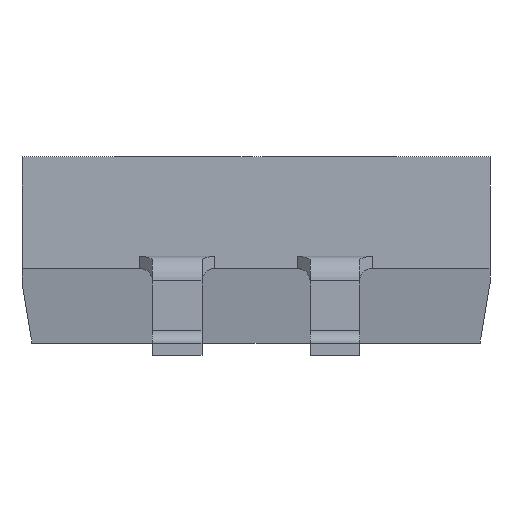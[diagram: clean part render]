
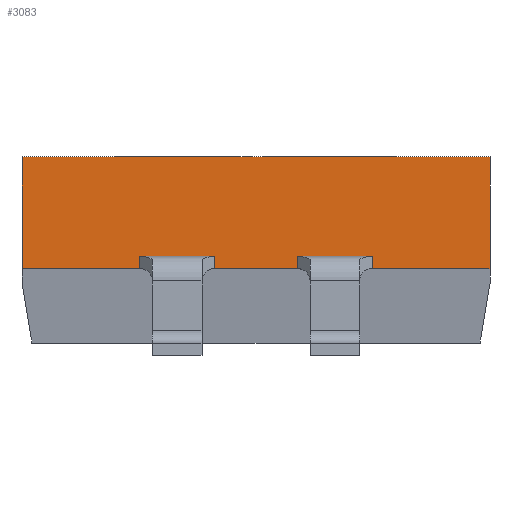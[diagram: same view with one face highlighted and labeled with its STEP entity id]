
A CAD part, front view. The second image highlights one B-rep face of the part: STEP entity #3083.
In plain terms, the highlighted planar face has unit normal (0, -1, 0).
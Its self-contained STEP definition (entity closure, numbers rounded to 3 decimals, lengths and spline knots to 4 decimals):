
#411=FACE_OUTER_BOUND('',#583,.T.);
#583=EDGE_LOOP('',(#2773,#2774,#2775,#2776,#2777,#2778,#2779,#2780,#2781,
#2782,#2783,#2784));
#605=LINE('',#4066,#933);
#607=LINE('',#4070,#935);
#609=LINE('',#4074,#937);
#654=LINE('',#4211,#982);
#658=LINE('',#4218,#986);
#664=LINE('',#4230,#992);
#712=LINE('',#4369,#1040);
#724=LINE('',#4391,#1052);
#729=LINE('',#4401,#1057);
#844=LINE('',#5085,#1172);
#913=LINE('',#5227,#1241);
#914=LINE('',#5228,#1242);
#933=VECTOR('',#3353,10.);
#935=VECTOR('',#3355,10.);
#937=VECTOR('',#3357,10.);
#982=VECTOR('',#3486,10.);
#986=VECTOR('',#3494,10.);
#992=VECTOR('',#3512,10.);
#1040=VECTOR('',#3642,10.);
#1052=VECTOR('',#3672,10.);
#1057=VECTOR('',#3687,10.);
#1172=VECTOR('',#3888,10.);
#1241=VECTOR('',#4015,10.);
#1242=VECTOR('',#4016,10.);
#1257=VERTEX_POINT('',#4063);
#1258=VERTEX_POINT('',#4065);
#1259=VERTEX_POINT('',#4067);
#1260=VERTEX_POINT('',#4069);
#1261=VERTEX_POINT('',#4071);
#1262=VERTEX_POINT('',#4073);
#1312=VERTEX_POINT('',#4210);
#1313=VERTEX_POINT('',#4216);
#1363=VERTEX_POINT('',#4368);
#1364=VERTEX_POINT('',#4389);
#1473=VERTEX_POINT('',#5081);
#1474=VERTEX_POINT('',#5083);
#1537=EDGE_CURVE('',#1258,#1257,#605,.T.);
#1539=EDGE_CURVE('',#1260,#1259,#607,.T.);
#1541=EDGE_CURVE('',#1262,#1261,#609,.T.);
#1610=EDGE_CURVE('',#1312,#1258,#654,.T.);
#1614=EDGE_CURVE('',#1259,#1313,#658,.T.);
#1620=EDGE_CURVE('',#1313,#1312,#664,.T.);
#1688=EDGE_CURVE('',#1363,#1260,#712,.T.);
#1700=EDGE_CURVE('',#1261,#1364,#724,.T.);
#1705=EDGE_CURVE('',#1364,#1363,#729,.T.);
#1876=EDGE_CURVE('',#1473,#1474,#844,.T.);
#1945=EDGE_CURVE('',#1257,#1473,#913,.T.);
#1946=EDGE_CURVE('',#1262,#1474,#914,.T.);
#2773=ORIENTED_EDGE('',*,*,#1610,.T.);
#2774=ORIENTED_EDGE('',*,*,#1537,.T.);
#2775=ORIENTED_EDGE('',*,*,#1945,.T.);
#2776=ORIENTED_EDGE('',*,*,#1876,.T.);
#2777=ORIENTED_EDGE('',*,*,#1946,.F.);
#2778=ORIENTED_EDGE('',*,*,#1541,.T.);
#2779=ORIENTED_EDGE('',*,*,#1700,.T.);
#2780=ORIENTED_EDGE('',*,*,#1705,.T.);
#2781=ORIENTED_EDGE('',*,*,#1688,.T.);
#2782=ORIENTED_EDGE('',*,*,#1539,.T.);
#2783=ORIENTED_EDGE('',*,*,#1614,.T.);
#2784=ORIENTED_EDGE('',*,*,#1620,.T.);
#2920=PLANE('',#3316);
#3083=ADVANCED_FACE('',(#411),#2920,.T.);
#3316=AXIS2_PLACEMENT_3D('',#5226,#4013,#4014);
#3353=DIRECTION('',(1.,0.,0.));
#3355=DIRECTION('',(1.,0.,0.));
#3357=DIRECTION('',(1.,0.,0.));
#3486=DIRECTION('',(0.,0.,-1.));
#3494=DIRECTION('',(0.,0.,1.));
#3512=DIRECTION('',(1.,0.,0.));
#3642=DIRECTION('',(0.,0.,-1.));
#3672=DIRECTION('',(0.,0.,1.));
#3687=DIRECTION('',(1.,0.,0.));
#3888=DIRECTION('',(-1.,0.,0.));
#4013=DIRECTION('center_axis',(0.,-1.,0.));
#4014=DIRECTION('ref_axis',(0.,0.,-1.));
#4015=DIRECTION('',(0.,0.,1.));
#4016=DIRECTION('',(0.,0.,1.));
#4063=CARTESIAN_POINT('',(1.885,-2.25,0.6));
#4065=CARTESIAN_POINT('',(0.935,-2.25,0.6));
#4066=CARTESIAN_POINT('',(1.885,-2.25,0.6));
#4067=CARTESIAN_POINT('',(0.335,-2.25,0.6));
#4069=CARTESIAN_POINT('',(-0.335,-2.25,0.6));
#4070=CARTESIAN_POINT('',(1.885,-2.25,0.6));
#4071=CARTESIAN_POINT('',(-0.935,-2.25,0.6));
#4073=CARTESIAN_POINT('',(-1.885,-2.25,0.6));
#4074=CARTESIAN_POINT('',(1.885,-2.25,0.6));
#4210=CARTESIAN_POINT('',(0.935,-2.25,0.7));
#4211=CARTESIAN_POINT('',(0.935,-2.25,0.15));
#4216=CARTESIAN_POINT('',(0.335,-2.25,0.7));
#4218=CARTESIAN_POINT('',(0.335,-2.25,0.15));
#4230=CARTESIAN_POINT('',(1.26,-2.25,0.7));
#4368=CARTESIAN_POINT('',(-0.335,-2.25,0.7));
#4369=CARTESIAN_POINT('',(-0.335,-2.25,0.15));
#4389=CARTESIAN_POINT('',(-0.935,-2.25,0.7));
#4391=CARTESIAN_POINT('',(-0.935,-2.25,0.15));
#4401=CARTESIAN_POINT('',(0.625,-2.25,0.7));
#5081=CARTESIAN_POINT('',(1.885,-2.25,1.5));
#5083=CARTESIAN_POINT('',(-1.885,-2.25,1.5));
#5085=CARTESIAN_POINT('',(1.885,-2.25,1.5));
#5226=CARTESIAN_POINT('Origin',(1.885,-2.25,0.));
#5227=CARTESIAN_POINT('',(1.885,-2.25,0.));
#5228=CARTESIAN_POINT('',(-1.885,-2.25,0.));
